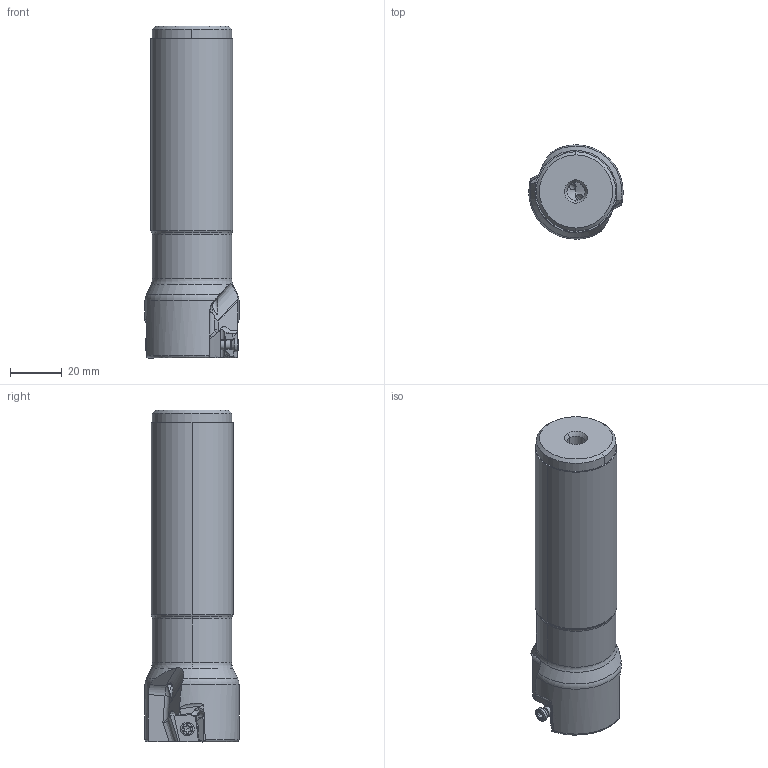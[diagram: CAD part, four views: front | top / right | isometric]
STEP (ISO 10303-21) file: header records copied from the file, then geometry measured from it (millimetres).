
FILE_DESCRIPTION(/* description */ (''),/* implementation_level */ '2;1');
FILE_NAME(/* name */ 'VPX300UR2402SA20S.stp',/* time_stamp */ '2025-08-21T16:04:25+09:00',/* author */ (''),/* organization */ (''),/* preprocessor_version */ 'ST-DEVELOPER v16',/* originating_system */ 'SIEMENS PLM Software NX 10.0',/* authorisation */ '');
FILE_SCHEMA (('AUTOMOTIVE_DESIGN { 1 0 10303 214 3 1 1 1 }'));
Length unit declared in the file: millimetre
Products named in the file (1): VPX300UR2402SA20S_ASM
Bounding box: 36.48 x 36.48 x 128.57 mm (x, y, z)
Volume: 98666.1 mm3; surface area: 17893.5 mm2
Topology: 3 solids, 3 shells, 234 faces, 628 edges, 405 vertices
Faces by surface type: cylinder 98, plane 62, cone 36, torus 22, extrusion 8, bspline 4, sphere 4
Entity records: 10240 total; most frequent: CARTESIAN_POINT 4403, ORIENTED_EDGE 1232, DIRECTION 1168, EDGE_CURVE 616, AXIS2_PLACEMENT_3D 470, VERTEX_POINT 400, EDGE_LOOP 250, ADVANCED_FACE 234
